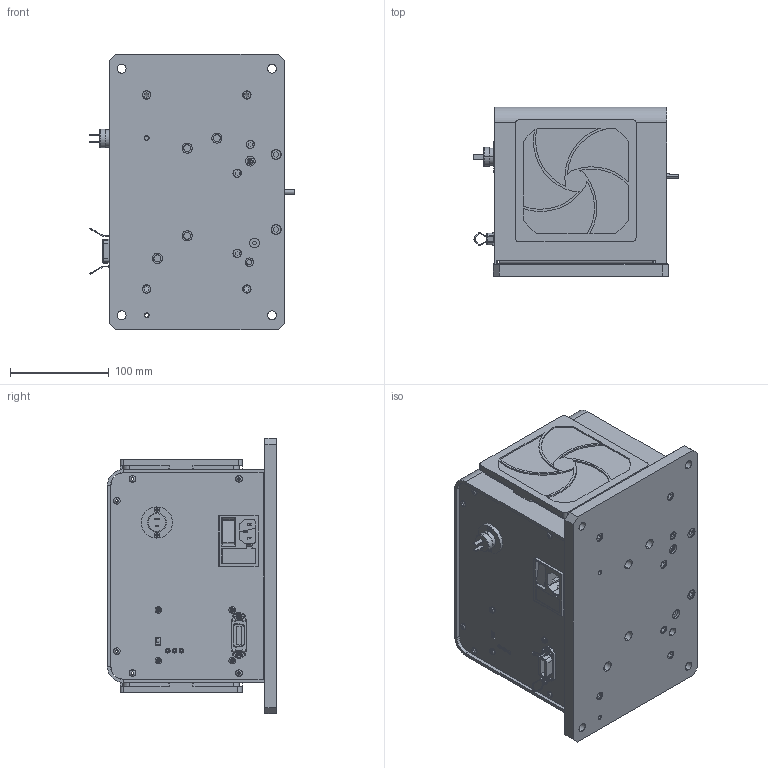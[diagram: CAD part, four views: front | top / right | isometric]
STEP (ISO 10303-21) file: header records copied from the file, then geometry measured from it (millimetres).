
FILE_DESCRIPTION (( 'STEP AP214' ), '1' );
FILE_NAME ('HD-100-0100_B_EF.STEP', '2014-05-21T18:28:37', ( 'magtrol' ), ( '' ), 'SwSTEP 2.0', 'SolidWorks 2014', '' );
FILE_SCHEMA (( 'AUTOMOTIVE_DESIGN' ));
Length unit declared in the file: inch
Products named in the file (1): HD-100-0100_B_EF
Bounding box: 208.6 x 171.45 x 279.4 mm (x, y, z)
Surface area: 408685.2 mm2 (no closed solid volume)
Topology: 0 solids, 67 shells, 716 faces, 2479 edges, 1801 vertices
Faces by surface type: plane 411, cylinder 228, torus 57, cone 18, sphere 2
Entity records: 36109 total; most frequent: CARTESIAN_POINT 5218, DIRECTION 4676, ORIENTED_EDGE 3763, EDGE_CURVE 2477, VERTEX_POINT 1801, LINE 1590, VECTOR 1590, AXIS2_PLACEMENT_3D 1543
